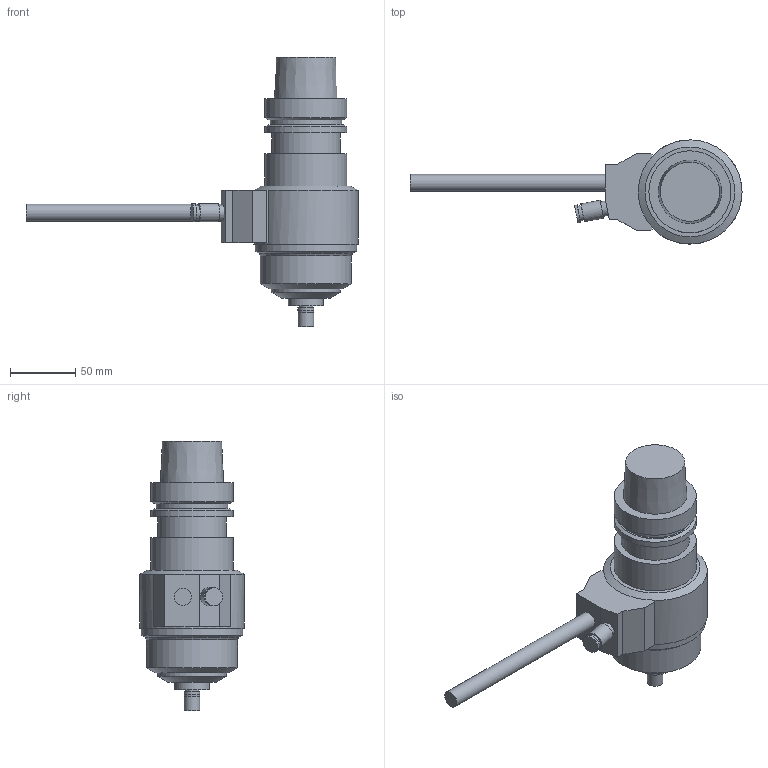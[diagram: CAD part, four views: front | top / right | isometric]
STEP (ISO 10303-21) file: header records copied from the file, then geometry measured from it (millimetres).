
FILE_DESCRIPTION((''),'1');
FILE_NAME('HSK-A63-RBX7-4S-175H.stp','2019-04-11T02:40:12',(''),(''),'Spatial Interop R21 SP3','Kubotek KeyCreator 2011 V10.0.2 (22737)',' ');
FILE_SCHEMA(('automotive_design'));
Length unit declared in the file: millimetre
Products named in the file (1): Unnamed[1]
Bounding box: 255 x 80 x 207 mm (x, y, z)
Volume: 701603.9 mm3; surface area: 61545.9 mm2
Topology: 1 solids, 1 shells, 59 faces, 113 edges, 72 vertices
Faces by surface type: plane 32, cylinder 18, cone 9
Full cylindrical faces by diameter (mm): 10.5 x1, 11.4 x2, 12 x1, 12.2 x1, 13 x1, 13.8 x1, 14 x1, 27 x1, 52.6 x1, 53 x1, 55 x1, 63 x3, 70 x1, 78 x1, 80 x1
Entity records: 2508 total; most frequent: DIRECTION 249, CARTESIAN_POINT 220, PRESENTATION_STYLE_ASSIGNMENT 205, COLOUR_RGB 205, ORIENTED_EDGE 170, STYLED_ITEM 145, CURVE_STYLE 145, DRAUGHTING_PRE_DEFINED_CURVE_FONT 145
